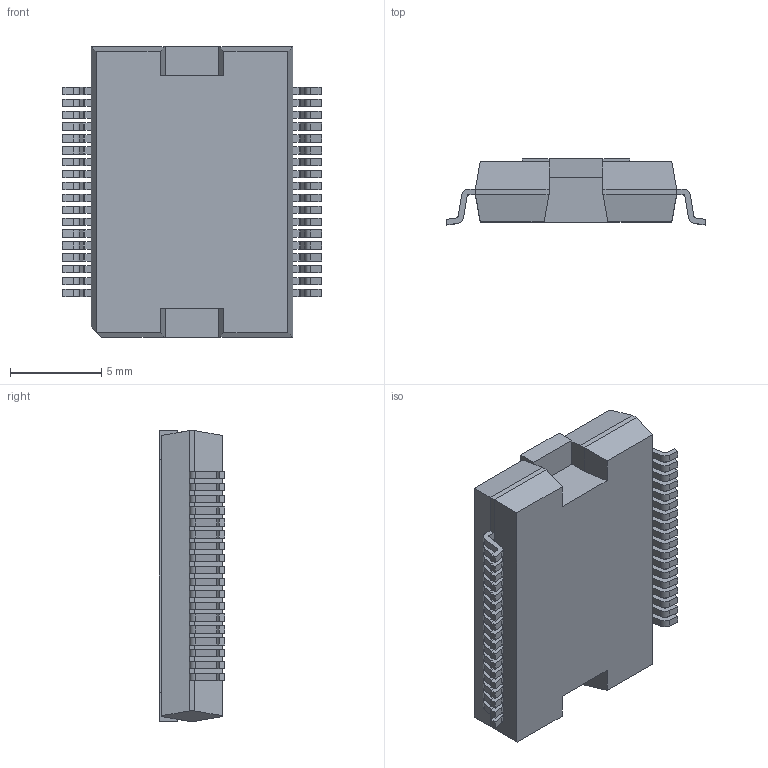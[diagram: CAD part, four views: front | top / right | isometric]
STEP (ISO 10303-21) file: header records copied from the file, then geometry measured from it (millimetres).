
FILE_DESCRIPTION (( 'STEP AP214' ), '1' );
FILE_NAME ('User Library-HSSOP36.STEP', '2020-07-05T12:50:17', ( '' ), ( '' ), 'SwSTEP 2.0', 'SolidWorks 2020', '' );
FILE_SCHEMA (( 'AUTOMOTIVE_DESIGN' ));
Length unit declared in the file: millimetre
Products named in the file (3): HSSOP36_Body; HSSOP36_Pin; User Library-HSSOP36
Assembly tree (3 placements, depth 2):
  User Library-HSSOP36
    HSSOP36_Body
    HSSOP36_Pin  x2
Bounding box: 14.2 x 3.6 x 15.9 mm (x, y, z)
Volume: 558.6 mm3; surface area: 670.1 mm2
Topology: 37 solids, 37 shells, 554 faces, 1423 edges, 944 vertices
Faces by surface type: plane 408, cylinder 146
Entity records: 12688 total; most frequent: CARTESIAN_POINT 1595, ORIENTED_EDGE 1550, DIRECTION 1539, EDGE_CURVE 775, VECTOR 627, LINE 627, VERTEX_POINT 512, AXIS2_PLACEMENT_3D 456
